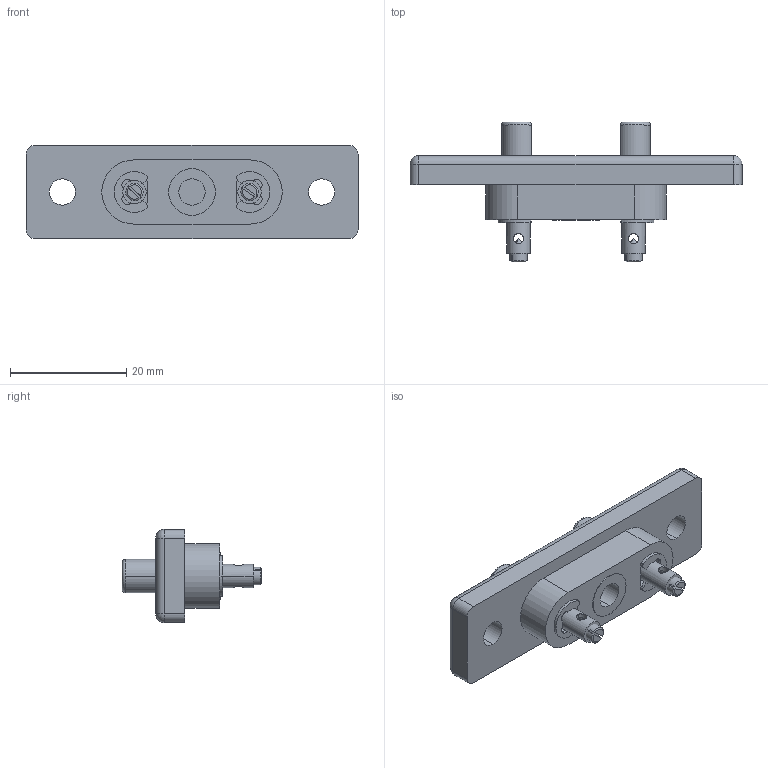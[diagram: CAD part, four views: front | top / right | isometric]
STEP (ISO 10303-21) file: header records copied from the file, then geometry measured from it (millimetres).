
FILE_DESCRIPTION (( 'STEP AP214' ), '1' );
FILE_NAME ('ABK-404 - ïàïà.STEP', '2021-07-01T19:40:48', ( 'Elessar' ), ( '' ), 'SwSTEP 2.0', 'SolidWorks 2018', '' );
FILE_SCHEMA (( 'AUTOMOTIVE_DESIGN' ));
Length unit declared in the file: millimetre
Products named in the file (4): Êîíòàêò; 扻豵鵨 櫡櫡; ABK-404 - 櫡櫡; slotted set screw cone point_din_DIN EN 27434 - M3 x 4-N
Assembly tree (5 placements, depth 2):
  ABK-404 - 櫡櫡
    扻豵鵨 櫡櫡
    Êîíòàêò  x2
    slotted set screw cone point_din_DIN EN 27434 - M3 x 4-N  x2
Bounding box: 57 x 24 x 16 mm (x, y, z)
Volume: 6257.9 mm3; surface area: 4446.8 mm2
Topology: 5 solids, 5 shells, 143 faces, 378 edges, 236 vertices
Faces by surface type: cylinder 70, plane 51, cone 16, sphere 4, torus 2
Entity records: 3154 total; most frequent: CARTESIAN_POINT 645, DIRECTION 528, ORIENTED_EDGE 470, EDGE_CURVE 235, AXIS2_PLACEMENT_3D 205, VERTEX_POINT 150, LINE 118, VECTOR 118
